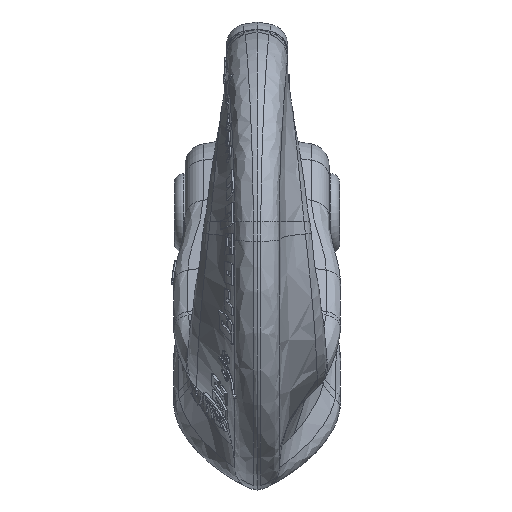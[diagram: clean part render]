
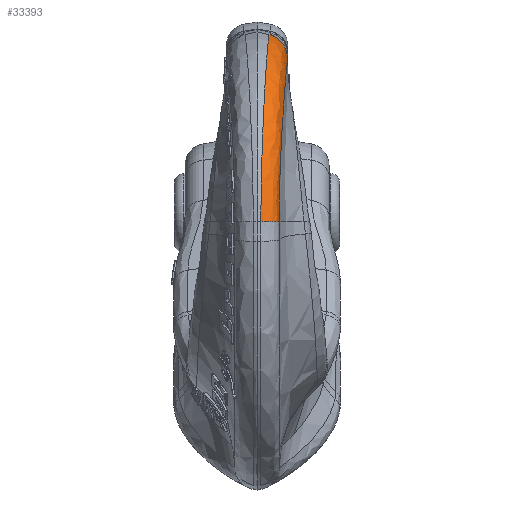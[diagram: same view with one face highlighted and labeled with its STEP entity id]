
A CAD part, front view. The second image highlights one B-rep face of the part: STEP entity #33393.
In plain terms, the highlighted free-form (B-spline) face has degree [3, 3] with [7, 9] control points.
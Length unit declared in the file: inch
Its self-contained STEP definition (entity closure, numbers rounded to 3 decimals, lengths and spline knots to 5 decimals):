
#9860=CARTESIAN_POINT('',(0.43194,-9.42606,
2.58195));
#9861=CARTESIAN_POINT('',(0.43177,-9.43172,
2.59667));
#9862=CARTESIAN_POINT('',(0.42866,-9.44307,
2.62741));
#9863=CARTESIAN_POINT('',(0.41762,-9.45961,
2.67636));
#9864=CARTESIAN_POINT('',(0.39799,-9.47523,
2.72711));
#9865=CARTESIAN_POINT('',(0.35927,-9.49428,
2.79363));
#9866=CARTESIAN_POINT('',(0.28459,-9.51281,
2.86794));
#9867=CARTESIAN_POINT('',(0.20719,-9.51991,
2.90201));
#9868=CARTESIAN_POINT('',(0.1691,-9.52238,
2.9109));
#9877=CARTESIAN_POINT('',(0.1691,-9.52238,
2.9109));
#9900=CARTESIAN_POINT('',(0.43194,-9.42606,
2.58195));
#10487=CARTESIAN_POINT('',(0.315,-11.76709,0.25));
#10506=CARTESIAN_POINT('',(0.0547,-12.0773,0.25));
#10511=CARTESIAN_POINT('',(0.315,-11.76709,0.25));
#10512=CARTESIAN_POINT('',(0.315,-11.80232,
0.25));
#10513=CARTESIAN_POINT('',(0.303,-11.87426,
0.25));
#10514=CARTESIAN_POINT('',(0.24789,-11.972,
0.25));
#10515=CARTESIAN_POINT('',(0.16145,-12.04529,
0.25));
#10516=CARTESIAN_POINT('',(0.09079,-12.07094,
0.25));
#10517=CARTESIAN_POINT('',(0.0547,-12.0773,0.25));
#11208=CARTESIAN_POINT('',(0.1691,-9.52238,
2.9109));
#11209=CARTESIAN_POINT('',(0.16222,-9.85202,
2.86193));
#11210=CARTESIAN_POINT('',(0.14223,-10.49783,
2.65476));
#11211=CARTESIAN_POINT('',(0.10313,-11.31154,
2.04821));
#11212=CARTESIAN_POINT('',(0.06708,-11.87627,
1.21615));
#11213=CARTESIAN_POINT('',(0.055,-12.04698,
0.57488));
#11214=CARTESIAN_POINT('',(0.0547,-12.0773,0.25));
#11219=CARTESIAN_POINT('',(0.43194,-9.42606,
2.58195));
#11220=CARTESIAN_POINT('',(0.42732,-9.72607,
2.53771));
#11221=CARTESIAN_POINT('',(0.41087,-10.31579,
2.35452));
#11222=CARTESIAN_POINT('',(0.37068,-11.05879,
1.82098));
#11223=CARTESIAN_POINT('',(0.32915,-11.57457,
1.0928));
#11224=CARTESIAN_POINT('',(0.31481,-11.73488,
0.53377));
#11225=CARTESIAN_POINT('',(0.315,-11.76709,0.25));
#20618=VERTEX_POINT('',#9900);
#20620=VERTEX_POINT('',#9877);
#20636=VERTEX_POINT('',#10487);
#20637=VERTEX_POINT('',#10506);
#33322=CARTESIAN_POINT('',(0.43234,-9.38695,
2.57649));
#33323=CARTESIAN_POINT('',(0.43297,-9.39368,
2.59434));
#33324=CARTESIAN_POINT('',(0.43011,-9.40595,
2.62853));
#33325=CARTESIAN_POINT('',(0.41826,-9.42313,
2.68147));
#33326=CARTESIAN_POINT('',(0.39871,-9.43816,
2.73232));
#33327=CARTESIAN_POINT('',(0.36009,-9.45649,
2.79897));
#33328=CARTESIAN_POINT('',(0.28132,-9.47536,
2.87762));
#33329=CARTESIAN_POINT('',(0.19704,-9.48219,
2.91223));
#33330=CARTESIAN_POINT('',(0.15372,-9.48466,
2.91966));
#33331=CARTESIAN_POINT('',(0.42786,-9.69772,
2.53441));
#33332=CARTESIAN_POINT('',(0.4285,-9.70681,
2.55222));
#33333=CARTESIAN_POINT('',(0.42517,-9.72337,
2.5861));
#33334=CARTESIAN_POINT('',(0.4127,-9.74653,
2.63821));
#33335=CARTESIAN_POINT('',(0.39247,-9.76676,
2.68822));
#33336=CARTESIAN_POINT('',(0.35296,-9.79145,
2.75379));
#33337=CARTESIAN_POINT('',(0.27293,-9.81667,
2.83132));
#33338=CARTESIAN_POINT('',(0.18925,-9.82509,
2.86553));
#33339=CARTESIAN_POINT('',(0.14729,-9.82783,
2.87333));
#33340=CARTESIAN_POINT('',(0.4113,-10.29821,
2.35171));
#33341=CARTESIAN_POINT('',(0.41201,-10.31187,
2.36847));
#33342=CARTESIAN_POINT('',(0.40796,-10.33673,
2.40002));
#33343=CARTESIAN_POINT('',(0.39419,-10.37135,
2.44808));
#33344=CARTESIAN_POINT('',(0.37249,-10.40151,
2.49406));
#33345=CARTESIAN_POINT('',(0.33122,-10.43833,
2.55438));
#33346=CARTESIAN_POINT('',(0.24915,-10.47541,
2.62593));
#33347=CARTESIAN_POINT('',(0.1672,-10.48585,
2.658));
#33348=CARTESIAN_POINT('',(0.12796,-10.48828,
2.66608));
#33349=CARTESIAN_POINT('',(0.37049,-11.04742,
1.81369));
#33350=CARTESIAN_POINT('',(0.37146,-11.06707,
1.82621));
#33351=CARTESIAN_POINT('',(0.36705,-11.10285,
1.84969));
#33352=CARTESIAN_POINT('',(0.35129,-11.15245,
1.8853));
#33353=CARTESIAN_POINT('',(0.32717,-11.19526,
1.91933));
#33354=CARTESIAN_POINT('',(0.28329,-11.24711,
1.96415));
#33355=CARTESIAN_POINT('',(0.20039,-11.29805,
2.01791));
#33356=CARTESIAN_POINT('',(0.12429,-11.31056,
2.0437));
#33357=CARTESIAN_POINT('',(0.09017,-11.31248,
2.05133));
#33358=CARTESIAN_POINT('',(0.32824,-11.56748,
1.07919));
#33359=CARTESIAN_POINT('',(0.32953,-11.5918,
1.08563));
#33360=CARTESIAN_POINT('',(0.3252,-11.63618,
1.09777));
#33361=CARTESIAN_POINT('',(0.307,-11.69734,
1.11628));
#33362=CARTESIAN_POINT('',(0.2798,-11.74922,
1.13399));
#33363=CARTESIAN_POINT('',(0.23256,-11.81058,
1.15754));
#33364=CARTESIAN_POINT('',(0.15053,-11.86841,
1.18634));
#33365=CARTESIAN_POINT('',(0.08373,-11.88259,
1.20168));
#33366=CARTESIAN_POINT('',(0.0559,-11.8851,
1.20698));
#33367=CARTESIAN_POINT('',(0.31382,-11.72595,
0.5099));
#33368=CARTESIAN_POINT('',(0.31525,-11.75249,
0.51183));
#33369=CARTESIAN_POINT('',(0.31099,-11.80095,
0.5155));
#33370=CARTESIAN_POINT('',(0.29033,-11.86708,
0.52112));
#33371=CARTESIAN_POINT('',(0.26003,-11.92177,
0.52651));
#33372=CARTESIAN_POINT('',(0.20903,-11.98391,
0.53371));
#33373=CARTESIAN_POINT('',(0.12766,-12.03849,
0.54261));
#33374=CARTESIAN_POINT('',(0.06876,-12.05205,
0.54767));
#33375=CARTESIAN_POINT('',(0.04551,-12.0552,
0.54952));
#33376=CARTESIAN_POINT('',(0.31464,-11.75483,
0.21554));
#33377=CARTESIAN_POINT('',(0.3161,-11.78239,
0.21528));
#33378=CARTESIAN_POINT('',(0.31181,-11.83266,
0.2148));
#33379=CARTESIAN_POINT('',(0.28956,-11.90072,
0.21405));
#33380=CARTESIAN_POINT('',(0.25725,-11.95595,
0.21333));
#33381=CARTESIAN_POINT('',(0.20365,-12.01667,
0.21238));
#33382=CARTESIAN_POINT('',(0.12227,-12.0667,
0.2112));
#33383=CARTESIAN_POINT('',(0.06753,-12.07889,
0.21053));
#33384=CARTESIAN_POINT('',(0.04651,-12.08207,
0.21028));
#33385=B_SPLINE_SURFACE_WITH_KNOTS('',3,3,((#33322,#33323,#33324,#33325,#33326,
#33327,#33328,#33329,#33330),(#33331,#33332,#33333,#33334,#33335,#33336,#33337,
#33338,#33339),(#33340,#33341,#33342,#33343,#33344,#33345,#33346,#33347,#33348),
(#33349,#33350,#33351,#33352,#33353,#33354,#33355,#33356,#33357),(#33358,#33359,
#33360,#33361,#33362,#33363,#33364,#33365,#33366),(#33367,#33368,#33369,#33370,
#33371,#33372,#33373,#33374,#33375),(#33376,#33377,#33378,#33379,#33380,#33381,
#33382,#33383,#33384)),.UNSPECIFIED.,.F.,.F.,.F.,(4,1,1,1,4),(4,1,1,1,1,1,4),(
0.18804,0.39693,0.59795,0.79898,
1.00817),(0.72239,0.75457,0.78055,
0.80653,0.83251,0.88447,0.94377),
.UNSPECIFIED.);
#33386=ORIENTED_EDGE('',*,*,#32400,.T.);
#33387=ORIENTED_EDGE('',*,*,#33317,.F.);
#33388=ORIENTED_EDGE('',*,*,#31139,.F.);
#33390=ORIENTED_EDGE('',*,*,#33389,.T.);
#33391=EDGE_LOOP('',(#33386,#33387,#33388,#33390));
#33392=FACE_OUTER_BOUND('',#33391,.F.);
#9869=B_SPLINE_CURVE_WITH_KNOTS('',3,(#9860,#9861,#9862,#9863,#9864,#9865,#9866,
#9867,#9868),.UNSPECIFIED.,.F.,.F.,(4,1,1,1,1,1,4),(0.,0.125,0.25,0.375,
0.5,0.75,1.),.UNSPECIFIED.);
#10518=B_SPLINE_CURVE_WITH_KNOTS('',3,(#10511,#10512,#10513,#10514,#10515,
#10516,#10517),.UNSPECIFIED.,.F.,.F.,(4,1,1,1,4),(0.,0.25,0.5,0.75,
1.),.UNSPECIFIED.);
#11215=B_SPLINE_CURVE_WITH_KNOTS('',3,(#11208,#11209,#11210,#11211,#11212,
#11213,#11214),.UNSPECIFIED.,.F.,.F.,(4,1,1,1,4),(0.,0.25,0.5,0.75,
1.),.UNSPECIFIED.);
#11226=B_SPLINE_CURVE_WITH_KNOTS('',3,(#11219,#11220,#11221,#11222,#11223,
#11224,#11225),.UNSPECIFIED.,.F.,.F.,(4,1,1,1,4),(0.,0.25,0.5,0.75,
1.),.UNSPECIFIED.);
#31139=EDGE_CURVE('',#20618,#20620,#9869,.T.);
#32400=EDGE_CURVE('',#20636,#20637,#10518,.T.);
#33317=EDGE_CURVE('',#20620,#20637,#11215,.T.);
#33389=EDGE_CURVE('',#20618,#20636,#11226,.T.);
#33393=ADVANCED_FACE('',(#33392),#33385,.F.);
